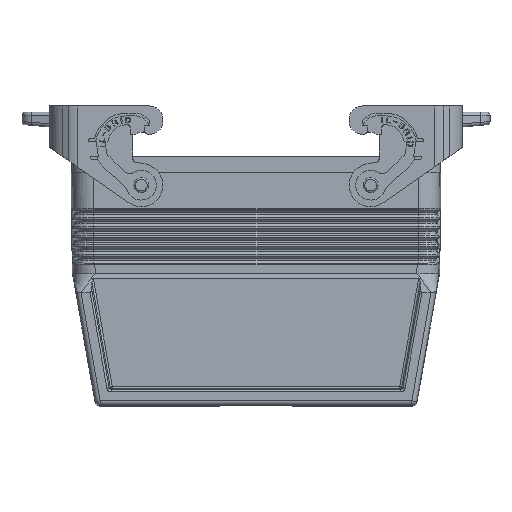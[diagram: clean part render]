
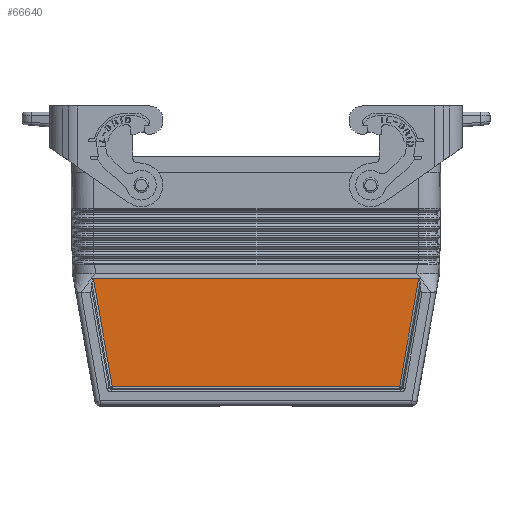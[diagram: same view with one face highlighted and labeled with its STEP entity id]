
A CAD part, front view. The second image highlights one B-rep face of the part: STEP entity #66640.
In plain terms, the highlighted face is planar.
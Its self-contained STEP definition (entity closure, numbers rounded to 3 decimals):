
#450=CARTESIAN_POINT('',(417.083,-16.265,
69.818));
#460=VERTEX_POINT('',#450);
#61540=CARTESIAN_POINT('',(417.083,-22.423,
34.87));
#61550=VERTEX_POINT('',#61540);
#61580=CARTESIAN_POINT('',(417.083,44.373,
34.87));
#61590=DIRECTION('',(0.,-1.,0.));
#61600=VECTOR('',#61590,1.);
#61610=LINE('',#61580,#61600);
#61620=CARTESIAN_POINT('',(417.083,83.235,
34.87));
#61630=VERTEX_POINT('',#61620);
#61640=EDGE_CURVE('',#61630,#61550,#61610,.T.);
#66360=CARTESIAN_POINT('',(417.083,-12.317,
48.893));
#66370=DIRECTION('',(1.,0.,0.));
#66380=DIRECTION('',(0.,1.,0.));
#66390=AXIS2_PLACEMENT_3D('',#66360,#66370,#66380);
#66400=PLANE('',#66390);
#66410=ORIENTED_EDGE('',*,*,#61640,.F.);
#66420=CARTESIAN_POINT('',(417.083,-26.411,
12.233));
#66430=DIRECTION('',(0.,-0.174,-0.985));
#66440=VECTOR('',#66430,1.);
#66450=LINE('',#66420,#66440);
#66460=EDGE_CURVE('',#460,#61550,#66450,.T.);
#66470=ORIENTED_EDGE('',*,*,#66460,.T.);
#66480=CARTESIAN_POINT('',(417.083,44.373,
69.818));
#66490=DIRECTION('',(0.,-1.,0.));
#66500=VECTOR('',#66490,1.);
#66510=LINE('',#66480,#66500);
#66520=CARTESIAN_POINT('',(417.083,77.078,
69.818));
#66530=VERTEX_POINT('',#66520);
#66540=EDGE_CURVE('',#66530,#460,#66510,.T.);
#66550=ORIENTED_EDGE('',*,*,#66540,.T.);
#66560=CARTESIAN_POINT('',(417.083,87.223,
12.233));
#66570=DIRECTION('',(0.,0.174,-0.985));
#66580=VECTOR('',#66570,1.);
#66590=LINE('',#66560,#66580);
#66600=EDGE_CURVE('',#66530,#61630,#66590,.T.);
#66610=ORIENTED_EDGE('',*,*,#66600,.F.);
#66620=EDGE_LOOP('',(#66610,#66550,#66470,#66410));
#66630=FACE_OUTER_BOUND('',#66620,.T.);
#66640=ADVANCED_FACE('',(#66630),#66400,.T.);
